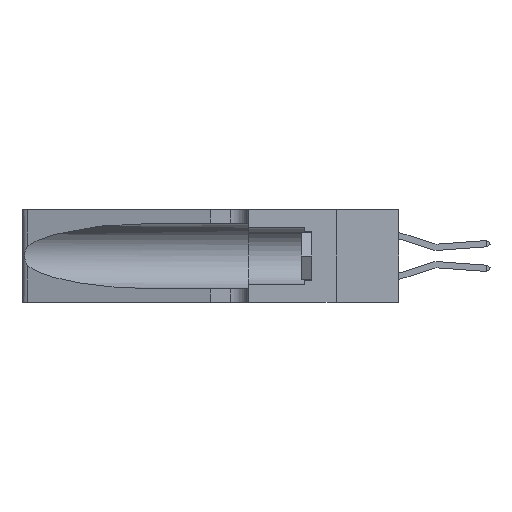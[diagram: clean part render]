
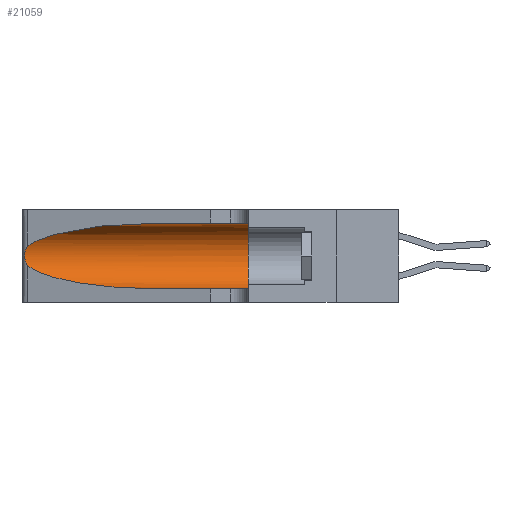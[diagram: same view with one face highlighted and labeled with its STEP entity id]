
A CAD part, left-side view. The second image highlights one B-rep face of the part: STEP entity #21059.
In plain terms, the highlighted cylindrical face has radius 3.308 mm (diameter 6.617 mm), a partial arc.
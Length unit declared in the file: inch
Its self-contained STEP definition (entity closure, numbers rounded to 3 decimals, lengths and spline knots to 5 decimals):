
#368 = CARTESIAN_POINT ( 'NONE',  ( 0.1305, 0.35, 0.05475 ) ) ;
#451 = DIRECTION ( 'NONE',  ( 0., -1., 0. ) ) ;
#517 = CARTESIAN_POINT ( 'NONE',  ( 0.25487, 1.22718, 0.22369 ) ) ;
#629 = CARTESIAN_POINT ( 'NONE',  ( 0.25639, 1.23186, 0.15144 ) ) ;
#1025 = ORIENTED_EDGE ( 'NONE', *, *, #30607, .T. ) ;
#1214 = EDGE_LOOP ( 'NONE', ( #14130, #2542, #1025, #5525, #26085, #31924 ) ) ;
#2269 = CARTESIAN_POINT ( 'NONE',  ( 0.1305, 0.72297, 0.31525 ) ) ;
#2283 = DIRECTION ( 'NONE',  ( 0., -1., 0. ) ) ;
#2542 = ORIENTED_EDGE ( 'NONE', *, *, #20254, .T. ) ;
#2853 =( BOUNDED_CURVE ( )  B_SPLINE_CURVE ( 3, ( #2269, #17520, #22537, #7347 ),
 .UNSPECIFIED., .F., .F. ) 
 B_SPLINE_CURVE_WITH_KNOTS ( ( 4, 4 ),
 ( 1.5708, 2.84003 ),
 .UNSPECIFIED. ) 
 CURVE ( )  GEOMETRIC_REPRESENTATION_ITEM ( )  RATIONAL_B_SPLINE_CURVE ( ( 1., 0.87, 0.87, 1. ) ) 
 REPRESENTATION_ITEM ( '' )  );
#3222 = CARTESIAN_POINT ( 'NONE',  ( 0.25487, 1.22718, 0.14631 ) ) ;
#3286 = VERTEX_POINT ( 'NONE', #22119 ) ;
#3904 = VERTEX_POINT ( 'NONE', #29439 ) ;
#4198 = AXIS2_PLACEMENT_3D ( 'NONE', #32127, #17259, #14730 ) ;
#4285 = CARTESIAN_POINT ( 'NONE',  ( 0.1305, 0.72297, 0.31525 ) ) ;
#4659 = VECTOR ( 'NONE', #2283, 39.37008 ) ;
#5525 = ORIENTED_EDGE ( 'NONE', *, *, #26483, .T. ) ;
#5654 = CARTESIAN_POINT ( 'NONE',  ( 0.25639, 1.23184, 0.21858 ) ) ;
#5825 = LINE ( 'NONE', #18290, #25229 ) ;
#5920 = CIRCLE ( 'NONE', #6809, 0.13025 ) ;
#6809 = AXIS2_PLACEMENT_3D ( 'NONE', #23153, #8006, #25669 ) ;
#7347 = CARTESIAN_POINT ( 'NONE',  ( 0.25487, 1.22718, 0.22369 ) ) ;
#8006 = DIRECTION ( 'NONE',  ( 0., 1., 0. ) ) ;
#8167 = CARTESIAN_POINT ( 'NONE',  ( 0.25487, 1.22718, 0.14631 ) ) ;
#8209 = CARTESIAN_POINT ( 'NONE',  ( 0.25854, 1.2359, 0.20912 ) ) ;
#8747 =( BOUNDED_CURVE ( )  B_SPLINE_CURVE ( 3, ( #8167, #20836, #30793, #15916 ),
 .UNSPECIFIED., .F., .T. ) 
 B_SPLINE_CURVE_WITH_KNOTS ( ( 4, 4 ),
 ( 3.44316, 4.71239 ),
 .UNSPECIFIED. ) 
 CURVE ( )  GEOMETRIC_REPRESENTATION_ITEM ( )  RATIONAL_B_SPLINE_CURVE ( ( 1., 0.87, 0.87, 1. ) ) 
 REPRESENTATION_ITEM ( '' )  );
#10795 = CARTESIAN_POINT ( 'NONE',  ( 0.26075, 1.23896, 0.19203 ) ) ;
#10826 = VERTEX_POINT ( 'NONE', #15819 ) ;
#12434 = VERTEX_POINT ( 'NONE', #4285 ) ;
#13394 = CARTESIAN_POINT ( 'NONE',  ( 0.26017, 1.23833, 0.17102 ) ) ;
#14130 = ORIENTED_EDGE ( 'NONE', *, *, #31032, .T. ) ;
#14168 = FACE_OUTER_BOUND ( 'NONE', #1214, .T. ) ;
#14730 = DIRECTION ( 'NONE',  ( 0., 0., -1. ) ) ;
#15819 = CARTESIAN_POINT ( 'NONE',  ( 0.25487, 1.22718, 0.22369 ) ) ;
#15849 = CARTESIAN_POINT ( 'NONE',  ( 0.25555, 1.22994, 0.2215 ) ) ;
#15916 = CARTESIAN_POINT ( 'NONE',  ( 0.1305, 0.72297, 0.05475 ) ) ;
#15954 = CARTESIAN_POINT ( 'NONE',  ( 0.25789, 1.23486, 0.15765 ) ) ;
#17259 = DIRECTION ( 'NONE',  ( 0., -1., 0. ) ) ;
#17520 = CARTESIAN_POINT ( 'NONE',  ( 0.18966, 0.96281, 0.31525 ) ) ;
#18290 = CARTESIAN_POINT ( 'NONE',  ( 0.1305, 1.61858, 0.31525 ) ) ;
#18458 = CARTESIAN_POINT ( 'NONE',  ( 0.25555, 1.22993, 0.14849 ) ) ;
#20054 = CARTESIAN_POINT ( 'NONE',  ( 0.1305, 1.61858, 0.05475 ) ) ;
#20254 = EDGE_CURVE ( 'NONE', #10826, #23641, #32082, .T. ) ;
#20836 = CARTESIAN_POINT ( 'NONE',  ( 0.2373, 1.15595, 0.08982 ) ) ;
#21059 = ADVANCED_FACE ( 'NONE', ( #14168 ), #25895, .F. ) ;
#21915 = CARTESIAN_POINT ( 'NONE',  ( 0.25487, 1.22718, 0.14631 ) ) ;
#22119 = CARTESIAN_POINT ( 'NONE',  ( 0.1305, 0.72297, 0.05475 ) ) ;
#22537 = CARTESIAN_POINT ( 'NONE',  ( 0.2373, 1.15595, 0.28018 ) ) ;
#23153 = CARTESIAN_POINT ( 'NONE',  ( 0.1305, 0.35, 0.185 ) ) ;
#23347 = CARTESIAN_POINT ( 'NONE',  ( 0.25787, 1.23484, 0.2124 ) ) ;
#23641 = VERTEX_POINT ( 'NONE', #21915 ) ;
#25229 = VECTOR ( 'NONE', #451, 39.37008 ) ;
#25329 = EDGE_CURVE ( 'NONE', #3904, #32370, #5920, .T. ) ;
#25669 = DIRECTION ( 'NONE',  ( 0., 0., 1. ) ) ;
#25871 = CARTESIAN_POINT ( 'NONE',  ( 0.26018, 1.23835, 0.19895 ) ) ;
#25895 = CYLINDRICAL_SURFACE ( 'NONE', #4198, 0.13025 ) ;
#26085 = ORIENTED_EDGE ( 'NONE', *, *, #25329, .F. ) ;
#26483 = EDGE_CURVE ( 'NONE', #3286, #32370, #31406, .T. ) ;
#26682 = EDGE_CURVE ( 'NONE', #12434, #3904, #5825, .T. ) ;
#28340 = CARTESIAN_POINT ( 'NONE',  ( 0.26075, 1.23896, 0.178 ) ) ;
#29439 = CARTESIAN_POINT ( 'NONE',  ( 0.1305, 0.35, 0.31525 ) ) ;
#30607 = EDGE_CURVE ( 'NONE', #23641, #3286, #8747, .T. ) ;
#30793 = CARTESIAN_POINT ( 'NONE',  ( 0.18966, 0.96281, 0.05475 ) ) ;
#30844 = CARTESIAN_POINT ( 'NONE',  ( 0.25856, 1.23593, 0.16098 ) ) ;
#31032 = EDGE_CURVE ( 'NONE', #12434, #10826, #2853, .T. ) ;
#31406 = LINE ( 'NONE', #20054, #4659 ) ;
#31924 = ORIENTED_EDGE ( 'NONE', *, *, #26682, .F. ) ;
#32082 = B_SPLINE_CURVE_WITH_KNOTS ( 'NONE', 3,
 ( #517, #15849, #5654, #23347, #8209, #25871, #10795, #28340, #13394, #30844, #15954, #629, #18458, #3222 ),
 .UNSPECIFIED., .F., .F.,
 ( 4, 2, 2, 2, 2, 2, 4 ),
 ( 0., 0.00027, 0.00053, 0.00107, 0.0016, 0.00187, 0.00214 ),
 .UNSPECIFIED. ) ;
#32127 = CARTESIAN_POINT ( 'NONE',  ( 0.1305, 1.61858, 0.185 ) ) ;
#32370 = VERTEX_POINT ( 'NONE', #368 ) ;
